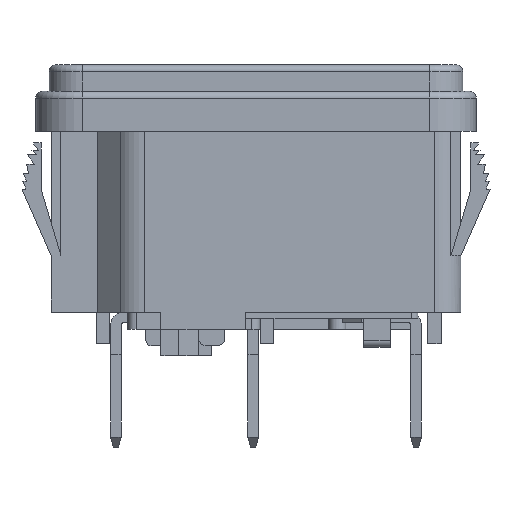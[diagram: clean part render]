
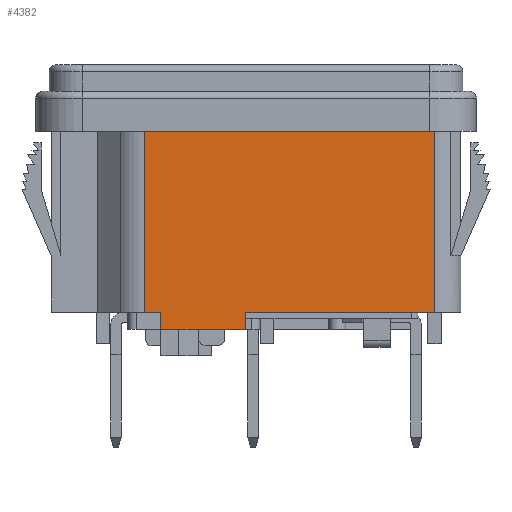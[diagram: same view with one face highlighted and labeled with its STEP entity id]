
A CAD part, left-side view. The second image highlights one B-rep face of the part: STEP entity #4382.
In plain terms, the highlighted planar face has unit normal (-1, 0, 0).
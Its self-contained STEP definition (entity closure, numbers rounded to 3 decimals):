
#1587 = VERTEX_POINT ( 'NONE', #10327 ) ;
#1623 = VERTEX_POINT ( 'NONE', #10372 ) ;
#1633 = EDGE_CURVE ( 'NONE', #1623, #1587, #10446, .T. ) ;
#1796 = VERTEX_POINT ( 'NONE', #10769 ) ;
#1873 = EDGE_CURVE ( 'NONE', #1877, #1796, #10925, .T. ) ;
#1877 = VERTEX_POINT ( 'NONE', #10915 ) ;
#3554 = ORIENTED_EDGE ( 'NONE', *, *, #4029, .T. ) ;
#3650 = ORIENTED_EDGE ( 'NONE', *, *, #3967, .F. ) ;
#3657 = ORIENTED_EDGE ( 'NONE', *, *, #1873, .F. ) ;
#3690 = VERTEX_POINT ( 'NONE', #32928 ) ;
#3737 = VERTEX_POINT ( 'NONE', #32981 ) ;
#3740 = EDGE_CURVE ( 'NONE', #3737, #3690, #32983, .T. ) ;
#3967 = EDGE_CURVE ( 'NONE', #1623, #3969, #33546, .T. ) ;
#3969 = VERTEX_POINT ( 'NONE', #33539 ) ;
#4009 = ORIENTED_EDGE ( 'NONE', *, *, #4223, .F. ) ;
#4015 = ORIENTED_EDGE ( 'NONE', *, *, #4311, .T. ) ;
#4016 = ORIENTED_EDGE ( 'NONE', *, *, #3740, .F. ) ;
#4029 = EDGE_CURVE ( 'NONE', #3737, #3969, #33746, .T. ) ;
#4044 = ORIENTED_EDGE ( 'NONE', *, *, #15253, .T. ) ;
#4223 = EDGE_CURVE ( 'NONE', #3690, #1877, #34578, .T. ) ;
#4311 = EDGE_CURVE ( 'NONE', #15233, #1796, #34857, .T. ) ;
#4382 = ADVANCED_FACE ( 'NONE', ( #35004 ), #35003, .F. ) ;
#4516 = ORIENTED_EDGE ( 'NONE', *, *, #1633, .T. ) ;
#4671 = EDGE_LOOP ( 'NONE', ( #4044, #4015, #3657, #4009, #4016, #3554, #3650, #4516 ) ) ;
#10327 = CARTESIAN_POINT ( 'NONE',  ( -84.277, 35.896, 6.1 ) ) ;
#10372 = CARTESIAN_POINT ( 'NONE',  ( -84.277, 35.896, -7.6 ) ) ;
#10442 = DIRECTION ( 'NONE',  ( 0., 0., 1. ) ) ;
#10443 = VECTOR ( 'NONE', #10442, 1000. ) ;
#10444 = CARTESIAN_POINT ( 'NONE',  ( -84.277, 35.896, -7.6 ) ) ;
#10446 = LINE ( 'NONE', #10444, #10443 ) ;
#10769 = CARTESIAN_POINT ( 'NONE',  ( -84.277, 57.861, -7.6 ) ) ;
#10885 = VECTOR ( 'NONE', #10919, 1000. ) ;
#10902 = CARTESIAN_POINT ( 'NONE',  ( -84.277, 62.896, -7.6 ) ) ;
#10915 = CARTESIAN_POINT ( 'NONE',  ( -84.277, 56.596, -7.6 ) ) ;
#10919 = DIRECTION ( 'NONE',  ( 0., 1., 0. ) ) ;
#10925 = LINE ( 'NONE', #10902, #10885 ) ;
#15233 = VERTEX_POINT ( 'NONE', #26001 ) ;
#15253 = EDGE_CURVE ( 'NONE', #1587, #15233, #25952, .T. ) ;
#25952 = LINE ( 'NONE', #25984, #25983 ) ;
#25982 = DIRECTION ( 'NONE',  ( 0., 1., 0. ) ) ;
#25983 = VECTOR ( 'NONE', #25982, 1000. ) ;
#25984 = CARTESIAN_POINT ( 'NONE',  ( -84.277, 62.896, 6.1 ) ) ;
#26001 = CARTESIAN_POINT ( 'NONE',  ( -84.277, 57.861, 6.1 ) ) ;
#32928 = CARTESIAN_POINT ( 'NONE',  ( -84.277, 56.596, -8.9 ) ) ;
#32972 = DIRECTION ( 'NONE',  ( 0., 1., 0. ) ) ;
#32973 = VECTOR ( 'NONE', #32972, 1000. ) ;
#32981 = CARTESIAN_POINT ( 'NONE',  ( -84.277, 50.196, -8.9 ) ) ;
#32982 = CARTESIAN_POINT ( 'NONE',  ( -84.277, 50.196, -8.9 ) ) ;
#32983 = LINE ( 'NONE', #32982, #32973 ) ;
#33525 = DIRECTION ( 'NONE',  ( 0., 1., 0. ) ) ;
#33526 = VECTOR ( 'NONE', #33525, 1000. ) ;
#33539 = CARTESIAN_POINT ( 'NONE',  ( -84.277, 50.196, -7.6 ) ) ;
#33545 = CARTESIAN_POINT ( 'NONE',  ( -84.277, 62.896, -7.6 ) ) ;
#33546 = LINE ( 'NONE', #33545, #33526 ) ;
#33745 = CARTESIAN_POINT ( 'NONE',  ( -84.277, 50.196, -8.9 ) ) ;
#33746 = LINE ( 'NONE', #33745, #33818 ) ;
#33817 = DIRECTION ( 'NONE',  ( 0., 0., 1. ) ) ;
#33818 = VECTOR ( 'NONE', #33817, 1000. ) ;
#34572 = DIRECTION ( 'NONE',  ( 0., 0., 1. ) ) ;
#34573 = VECTOR ( 'NONE', #34572, 1000. ) ;
#34574 = CARTESIAN_POINT ( 'NONE',  ( -84.277, 56.596, -8.9 ) ) ;
#34578 = LINE ( 'NONE', #34574, #34573 ) ;
#34854 = DIRECTION ( 'NONE',  ( 0., 0., -1. ) ) ;
#34855 = VECTOR ( 'NONE', #34854, 1000. ) ;
#34856 = CARTESIAN_POINT ( 'NONE',  ( -84.277, 57.861, -7.6 ) ) ;
#34857 = LINE ( 'NONE', #34856, #34855 ) ;
#34990 = AXIS2_PLACEMENT_3D ( 'NONE', #35022, #35021, #35020 ) ;
#35003 = PLANE ( 'NONE',  #34990 ) ;
#35004 = FACE_OUTER_BOUND ( 'NONE', #4671, .T. ) ;
#35020 = DIRECTION ( 'NONE',  ( 0., 1., 0. ) ) ;
#35021 = DIRECTION ( 'NONE',  ( 1., 0., 0. ) ) ;
#35022 = CARTESIAN_POINT ( 'NONE',  ( -84.277, 62.896, -7.6 ) ) ;
